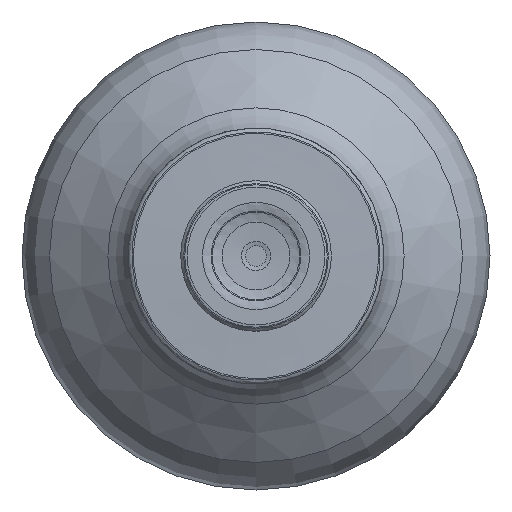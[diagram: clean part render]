
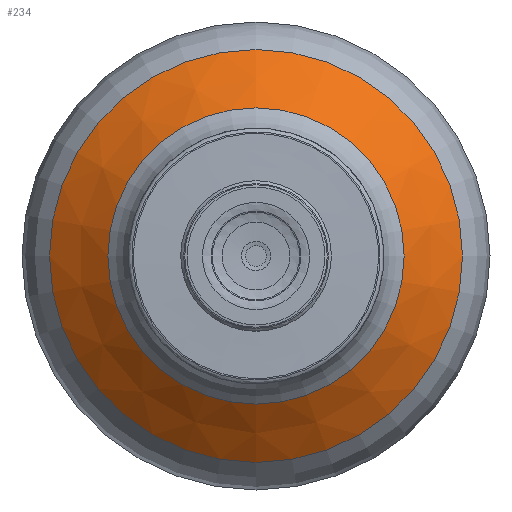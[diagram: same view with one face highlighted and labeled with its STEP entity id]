
A CAD part, left-side view. The second image highlights one B-rep face of the part: STEP entity #234.
In plain terms, the highlighted conical face has half-angle 51.395 degrees and reference radius 14.12 mm.
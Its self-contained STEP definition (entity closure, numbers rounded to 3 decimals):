
#111=CONICAL_SURFACE('',#646,14.12,51.395);
#155=FACE_BOUND('',#309,.T.);
#156=FACE_BOUND('',#310,.T.);
#234=ADVANCED_FACE('',(#155,#156),#111,.T.);
#309=EDGE_LOOP('',(#405));
#310=EDGE_LOOP('',(#406));
#405=ORIENTED_EDGE('',*,*,#535,.T.);
#406=ORIENTED_EDGE('',*,*,#534,.F.);
#486=VERTEX_POINT('',#907);
#487=VERTEX_POINT('',#910);
#534=EDGE_CURVE('',#486,#486,#582,.T.);
#535=EDGE_CURVE('',#487,#487,#583,.T.);
#582=CIRCLE('',#643,14.12);
#583=CIRCLE('',#645,10.13);
#643=AXIS2_PLACEMENT_3D('',#906,#748,#749);
#645=AXIS2_PLACEMENT_3D('',#909,#752,#753);
#646=AXIS2_PLACEMENT_3D('',#911,#754,#755);
#748=DIRECTION('',(1.,0.,0.));
#749=DIRECTION('',(0.,0.,1.));
#752=DIRECTION('',(1.,0.,0.));
#753=DIRECTION('',(0.,0.,1.));
#754=DIRECTION('',(1.,0.,0.));
#755=DIRECTION('',(0.,0.,-1.));
#906=CARTESIAN_POINT('',(63.093,0.,0.));
#907=CARTESIAN_POINT('',(63.093,0.,14.12));
#909=CARTESIAN_POINT('',(59.907,0.,0.));
#910=CARTESIAN_POINT('',(59.907,0.,10.13));
#911=CARTESIAN_POINT('',(63.093,0.,0.));
